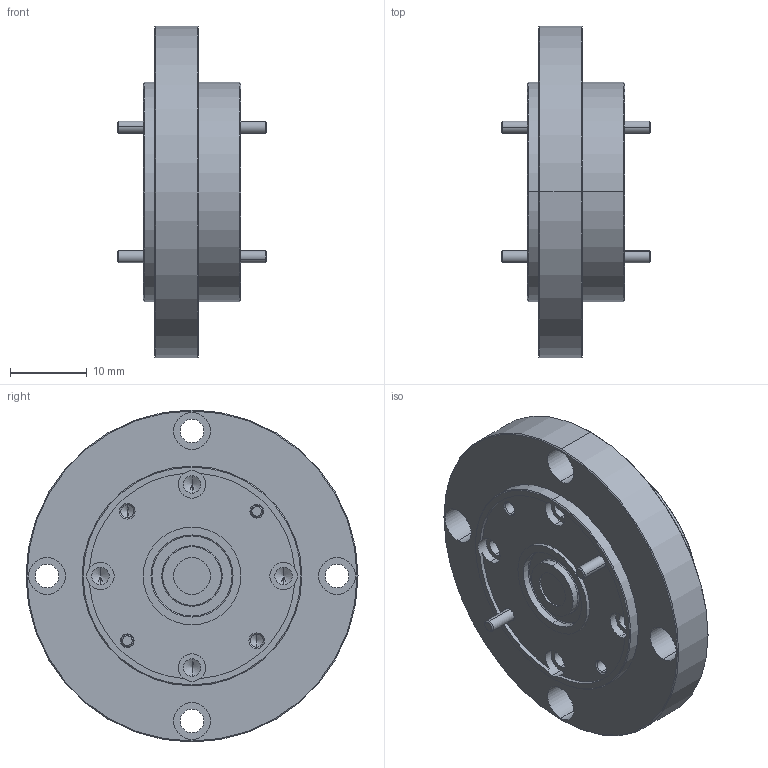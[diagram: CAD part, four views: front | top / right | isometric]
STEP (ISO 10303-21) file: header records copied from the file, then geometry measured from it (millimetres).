
FILE_DESCRIPTION (( 'STEP AP203' ), '1' );
FILE_NAME ('SWW-18805-SB-G.STEP', '2024-01-08T20:45:32', ( '' ), ( '' ), 'SwSTEP 2.0', 'SolidWorks 2021', '' );
FILE_SCHEMA (( 'CONFIG_CONTROL_DESIGN' ));
Length unit declared in the file: inch
Products named in the file (1): SWW-18805-SB-G
Bounding box: 19.43 x 43.18 x 43.18 mm (x, y, z)
Volume: 11234 mm3; surface area: 5793.4 mm2
Topology: 5 solids, 5 shells, 223 faces, 504 edges, 292 vertices
Faces by surface type: cylinder 104, cone 72, plane 35, torus 12
Entity records: 6137 total; most frequent: DIRECTION 1208, CARTESIAN_POINT 988, ORIENTED_EDGE 944, AXIS2_PLACEMENT_3D 512, EDGE_CURVE 472, VERTEX_POINT 292, CIRCLE 288, EDGE_LOOP 264
